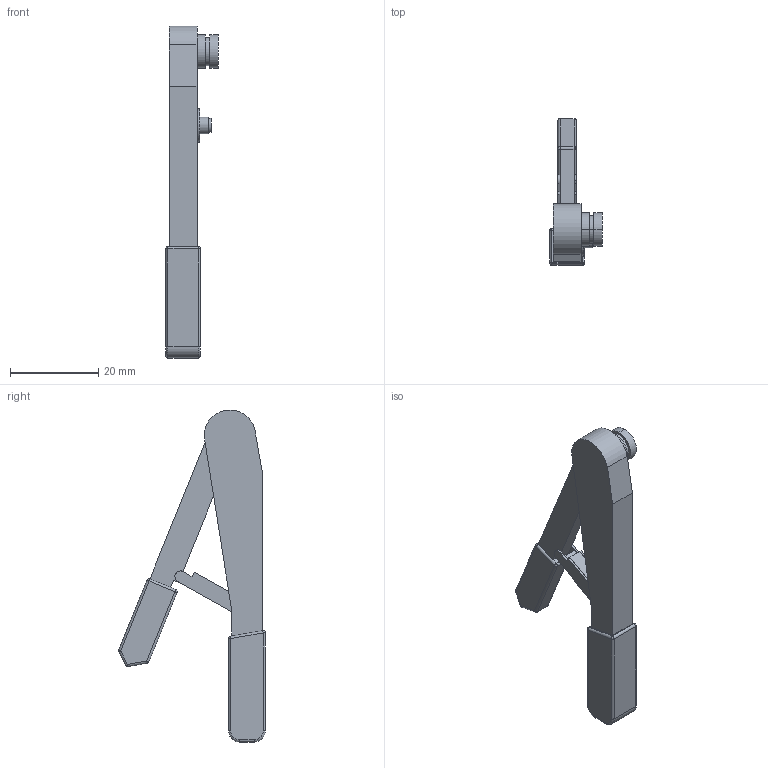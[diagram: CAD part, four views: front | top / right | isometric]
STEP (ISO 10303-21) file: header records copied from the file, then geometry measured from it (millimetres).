
FILE_DESCRIPTION (( 'STEP AP203' ), '1' );
FILE_NAME ('A4109-1-CT.STEP', '2014-04-07T19:31:21', ( '' ), ( '' ), 'SwSTEP 2.0', 'SolidWorks 2014', '' );
FILE_SCHEMA (( 'CONFIG_CONTROL_DESIGN' ));
Length unit declared in the file: inch
Products named in the file (1): A4109-1-CT
Bounding box: 11.94 x 33.34 x 75.43 mm (x, y, z)
Volume: 6246.2 mm3; surface area: 4014.5 mm2
Topology: 2 solids, 2 shells, 116 faces, 282 edges, 165 vertices
Faces by surface type: plane 52, cylinder 46, sphere 14, torus 4
Entity records: 3334 total; most frequent: CARTESIAN_POINT 584, DIRECTION 583, ORIENTED_EDGE 540, EDGE_CURVE 270, AXIS2_PLACEMENT_3D 208, VECTOR 167, LINE 167, VERTEX_POINT 161
